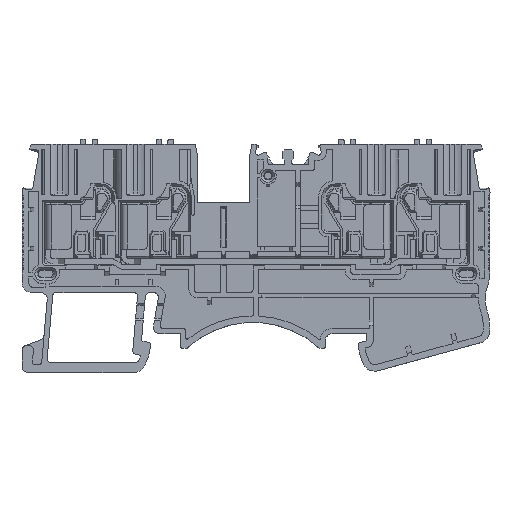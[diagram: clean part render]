
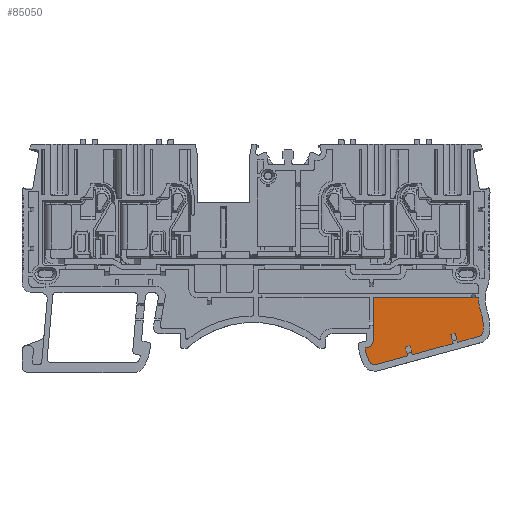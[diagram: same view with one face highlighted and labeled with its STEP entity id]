
A CAD part, top view. The second image highlights one B-rep face of the part: STEP entity #85050.
In plain terms, the highlighted planar face has unit normal (0, 0, 1).
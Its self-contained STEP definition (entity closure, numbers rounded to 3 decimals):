
#30964=DIRECTION('',(-1.,0.,0.));
#30965=VECTOR('',#30964,16.2);
#30966=CARTESIAN_POINT('',(-1.8,-23.7,-6.));
#30967=LINE('',#30966,#30965);
#30980=DIRECTION('',(0.,-1.,0.));
#30981=VECTOR('',#30980,6.641);
#30982=CARTESIAN_POINT('',(-18.,-23.7,-6.));
#30983=LINE('',#30982,#30981);
#30992=DIRECTION('',(0.263,-0.965,0.));
#30993=VECTOR('',#30992,1.4);
#30994=CARTESIAN_POINT('',(-13.043,-31.324,
-6.));
#30995=LINE('',#30994,#30993);
#30996=DIRECTION('',(-0.965,-0.263,0.));
#30997=VECTOR('',#30996,5.001);
#30998=CARTESIAN_POINT('',(-12.675,-32.675,-6.));
#30999=LINE('',#30998,#30997);
#31000=CARTESIAN_POINT('',(-17.763,-33.023,-6.));
#31001=DIRECTION('',(0.,0.,-1.));
#31002=DIRECTION('',(0.262,-0.965,0.));
#31003=AXIS2_PLACEMENT_3D('',#31000,#31001,#31002);
#31005=CARTESIAN_POINT('',(-10.906,-29.985,-6.));
#31006=DIRECTION('',(0.,0.,-1.));
#31007=DIRECTION('',(-0.914,-0.405,0.));
#31008=AXIS2_PLACEMENT_3D('',#31005,#31006,#31007);
#31010=DIRECTION('',(0.966,0.259,0.));
#31011=VECTOR('',#31010,0.556);
#31012=CARTESIAN_POINT('',(-19.279,-31.451,-6.));
#31013=LINE('',#31012,#31011);
#31014=CARTESIAN_POINT('',(-19.,-30.341,-6.));
#31015=DIRECTION('',(0.,0.,1.));
#31016=DIRECTION('',(0.259,-0.966,0.));
#31017=AXIS2_PLACEMENT_3D('',#31014,#31015,#31016);
#31019=CARTESIAN_POINT('',(4.7,-23.686,-6.));
#31020=DIRECTION('',(0.,0.,1.));
#31021=DIRECTION('',(-1.,-0.002,0.));
#31022=AXIS2_PLACEMENT_3D('',#31019,#31020,#31021);
#31024=CARTESIAN_POINT('',(-8.001,-28.146,-6.));
#31025=DIRECTION('',(0.,0.,-1.));
#31026=DIRECTION('',(0.944,0.331,0.));
#31027=AXIS2_PLACEMENT_3D('',#31024,#31025,#31026);
#31029=CARTESIAN_POINT('',(-8.001,-28.146,-6.));
#31030=DIRECTION('',(0.,0.,-1.));
#31031=DIRECTION('',(1.,0.,0.));
#31032=AXIS2_PLACEMENT_3D('',#31029,#31030,#31031);
#31034=CARTESIAN_POINT('',(-2.07,-28.753,-6.));
#31035=DIRECTION('',(0.,0.,-1.));
#31036=DIRECTION('',(0.995,-0.102,0.));
#31037=AXIS2_PLACEMENT_3D('',#31034,#31035,#31036);
#31039=DIRECTION('',(-0.965,-0.263,
0.));
#31040=VECTOR('',#31039,3.308);
#31041=CARTESIAN_POINT('',(-1.808,-29.718,-6.));
#31042=LINE('',#31041,#31040);
#31043=DIRECTION('',(-0.263,0.965,0.));
#31044=VECTOR('',#31043,1.4);
#31045=CARTESIAN_POINT('',(-5.,-30.587,-6.));
#31046=LINE('',#31045,#31044);
#31047=DIRECTION('',(-0.965,-0.263,
0.));
#31048=VECTOR('',#31047,0.7);
#31049=CARTESIAN_POINT('',(-5.368,-29.236,
-6.));
#31050=LINE('',#31049,#31048);
#31051=DIRECTION('',(0.263,-0.965,0.));
#31052=VECTOR('',#31051,1.4);
#31053=CARTESIAN_POINT('',(-6.043,-29.42,
-6.));
#31054=LINE('',#31053,#31052);
#31055=DIRECTION('',(-0.965,-0.263,0.));
#31056=VECTOR('',#31055,6.554);
#31057=CARTESIAN_POINT('',(-5.675,-30.771,-6.));
#31058=LINE('',#31057,#31056);
#31059=DIRECTION('',(-0.263,0.965,0.));
#31060=VECTOR('',#31059,1.4);
#31061=CARTESIAN_POINT('',(-12.,-32.491,-6.));
#31062=LINE('',#31061,#31060);
#31063=DIRECTION('',(-0.965,-0.263,0.));
#31064=VECTOR('',#31063,0.7);
#31065=CARTESIAN_POINT('',(-12.368,-31.14,
-6.));
#31066=LINE('',#31065,#31064);
#55173=CARTESIAN_POINT('',(-18.,-23.7,-6.));
#55174=VERTEX_POINT('',#55173);
#55175=CARTESIAN_POINT('',(-1.8,-23.7,-6.));
#55176=VERTEX_POINT('',#55175);
#55177=CARTESIAN_POINT('',(-18.,-30.341,-6.));
#55178=VERTEX_POINT('',#55177);
#55179=CARTESIAN_POINT('',(-18.741,-31.307,-6.));
#55180=VERTEX_POINT('',#55179);
#55181=CARTESIAN_POINT('',(-13.043,-31.324,
-6.));
#55182=CARTESIAN_POINT('',(-12.675,-32.675,-6.));
#55183=VERTEX_POINT('',#55181);
#55184=VERTEX_POINT('',#55182);
#55185=CARTESIAN_POINT('',(-17.501,-33.988,-6.));
#55186=VERTEX_POINT('',#55185);
#55187=CARTESIAN_POINT('',(-18.677,-33.428,-6.));
#55188=VERTEX_POINT('',#55187);
#55189=CARTESIAN_POINT('',(-19.279,-31.451,-6.));
#55190=VERTEX_POINT('',#55189);
#55191=CARTESIAN_POINT('',(-1.433,-25.84,-6.));
#55192=VERTEX_POINT('',#55191);
#55193=CARTESIAN_POINT('',(-1.039,-28.146,-6.));
#55194=VERTEX_POINT('',#55193);
#55195=CARTESIAN_POINT('',(-1.076,-28.855,-6.));
#55196=VERTEX_POINT('',#55195);
#55197=CARTESIAN_POINT('',(-1.808,-29.718,-6.));
#55198=VERTEX_POINT('',#55197);
#55199=CARTESIAN_POINT('',(-5.,-30.587,-6.));
#55200=VERTEX_POINT('',#55199);
#55201=CARTESIAN_POINT('',(-5.368,-29.236,
-6.));
#55202=VERTEX_POINT('',#55201);
#55203=CARTESIAN_POINT('',(-6.043,-29.42,
-6.));
#55204=VERTEX_POINT('',#55203);
#55205=CARTESIAN_POINT('',(-5.675,-30.771,-6.));
#55206=VERTEX_POINT('',#55205);
#55207=CARTESIAN_POINT('',(-12.,-32.491,-6.));
#55208=VERTEX_POINT('',#55207);
#55209=CARTESIAN_POINT('',(-12.368,-31.14,
-6.));
#55210=VERTEX_POINT('',#55209);
#85008=CARTESIAN_POINT('',(0.,0.,-6.));
#85009=DIRECTION('',(0.,0.,1.));
#85010=DIRECTION('',(1.,0.,0.));
#85011=AXIS2_PLACEMENT_3D('',#85008,#85009,#85010);
#85012=PLANE('',#85011);
#85014=ORIENTED_EDGE('',*,*,#85013,.T.);
#85016=ORIENTED_EDGE('',*,*,#85015,.T.);
#85018=ORIENTED_EDGE('',*,*,#85017,.T.);
#85020=ORIENTED_EDGE('',*,*,#85019,.T.);
#85022=ORIENTED_EDGE('',*,*,#85021,.T.);
#85023=ORIENTED_EDGE('',*,*,#85000,.T.);
#85024=ORIENTED_EDGE('',*,*,#84989,.F.);
#85025=ORIENTED_EDGE('',*,*,#84972,.F.);
#85027=ORIENTED_EDGE('',*,*,#85026,.T.);
#85029=ORIENTED_EDGE('',*,*,#85028,.T.);
#85031=ORIENTED_EDGE('',*,*,#85030,.T.);
#85033=ORIENTED_EDGE('',*,*,#85032,.T.);
#85035=ORIENTED_EDGE('',*,*,#85034,.T.);
#85037=ORIENTED_EDGE('',*,*,#85036,.T.);
#85039=ORIENTED_EDGE('',*,*,#85038,.T.);
#85041=ORIENTED_EDGE('',*,*,#85040,.T.);
#85043=ORIENTED_EDGE('',*,*,#85042,.T.);
#85045=ORIENTED_EDGE('',*,*,#85044,.T.);
#85047=ORIENTED_EDGE('',*,*,#85046,.T.);
#85048=EDGE_LOOP('',(#85014,#85016,#85018,#85020,#85022,#85023,#85024,#85025,
#85027,#85029,#85031,#85033,#85035,#85037,#85039,#85041,#85043,#85045,#85047));
#85049=FACE_OUTER_BOUND('',#85048,.F.);
#31004=CIRCLE('',#31003,1.);
#31009=CIRCLE('',#31008,8.5);
#31018=CIRCLE('',#31017,1.);
#31023=CIRCLE('',#31022,6.5);
#31028=CIRCLE('',#31027,6.961);
#31033=CIRCLE('',#31032,6.961);
#31038=CIRCLE('',#31037,1.);
#84972=EDGE_CURVE('',#55176,#55174,#30967,.T.);
#84989=EDGE_CURVE('',#55174,#55178,#30983,.T.);
#85000=EDGE_CURVE('',#55180,#55178,#31018,.T.);
#85013=EDGE_CURVE('',#55183,#55184,#30995,.T.);
#85015=EDGE_CURVE('',#55184,#55186,#30999,.T.);
#85017=EDGE_CURVE('',#55186,#55188,#31004,.T.);
#85019=EDGE_CURVE('',#55188,#55190,#31009,.T.);
#85021=EDGE_CURVE('',#55190,#55180,#31013,.T.);
#85026=EDGE_CURVE('',#55176,#55192,#31023,.T.);
#85028=EDGE_CURVE('',#55192,#55194,#31028,.T.);
#85030=EDGE_CURVE('',#55194,#55196,#31033,.T.);
#85032=EDGE_CURVE('',#55196,#55198,#31038,.T.);
#85034=EDGE_CURVE('',#55198,#55200,#31042,.T.);
#85036=EDGE_CURVE('',#55200,#55202,#31046,.T.);
#85038=EDGE_CURVE('',#55202,#55204,#31050,.T.);
#85040=EDGE_CURVE('',#55204,#55206,#31054,.T.);
#85042=EDGE_CURVE('',#55206,#55208,#31058,.T.);
#85044=EDGE_CURVE('',#55208,#55210,#31062,.T.);
#85046=EDGE_CURVE('',#55210,#55183,#31066,.T.);
#85050=ADVANCED_FACE('',(#85049),#85012,.T.);
